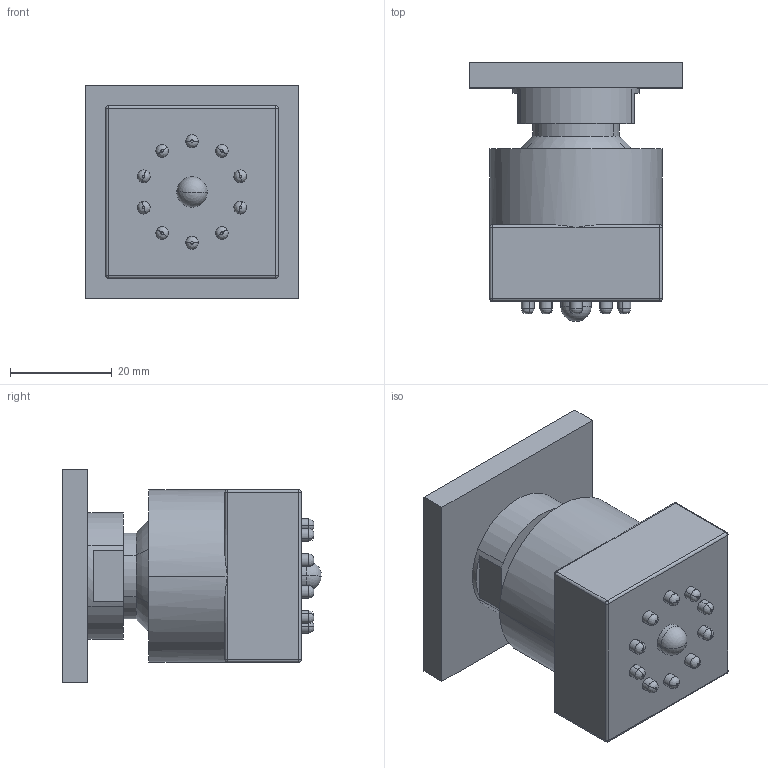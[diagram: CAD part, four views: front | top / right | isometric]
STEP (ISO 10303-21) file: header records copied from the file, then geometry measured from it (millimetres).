
FILE_DESCRIPTION(('CATIA V5 STEP Exchange'),'2;1');
FILE_NAME('DS015080 x rendering.stp','2018-02-12T10:45:42+00:00',('none'),('none'),'Version 5-6 Release 2013','CATIA V5 STEP AP203','none');
FILE_SCHEMA(('CONFIG_CONTROL_DESIGN'));
Length unit declared in the file: millimetre
Products named in the file (1): DS 01507 0
Bounding box: 42 x 51 x 42 mm (x, y, z)
Volume: 44639 mm3; surface area: 10750.8 mm2
Topology: 1 solids, 1 shells, 113 faces, 244 edges, 141 vertices
Faces by surface type: cylinder 48, plane 31, revolution 20, sphere 14
Entity records: 2930 total; most frequent: CARTESIAN_POINT 656, ORIENTED_EDGE 476, DIRECTION 363, EDGE_CURVE 238, AXIS2_PLACEMENT_3D 200, VERTEX_POINT 141, CIRCLE 140, EDGE_LOOP 127
